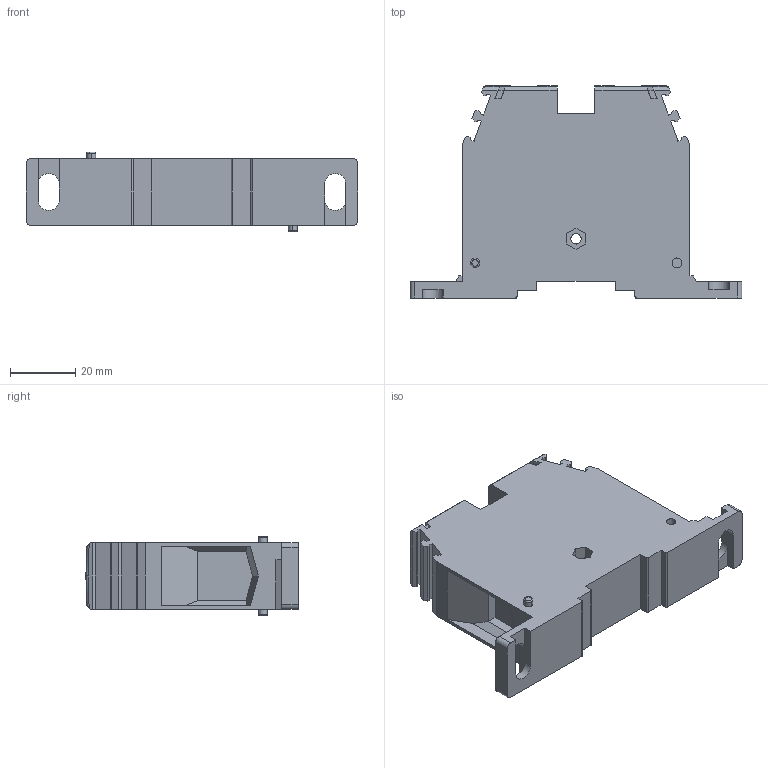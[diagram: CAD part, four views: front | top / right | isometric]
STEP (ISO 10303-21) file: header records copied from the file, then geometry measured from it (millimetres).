
FILE_DESCRIPTION((''),'2;1');
FILE_NAME('003903211_ESC-GPA_70_FIX_ASM','2022-07-14T10:26:31',('klemen.sitar'),('Audax d.o.o.'),'CREO PARAMETRIC BY PTC INC, 2021304','CREO PARAMETRIC BY PTC INC, 2021304','');
FILE_SCHEMA(('AP242_MANAGED_MODEL_BASED_3D_ENGINEERING_MIM_LF { 1 0 10303 442 1 1 4 }'));
Length unit declared in the file: millimetre
Products named in the file (3): GPA_70-FIX-63210_1; TYPE_1___FI-7_09MM; 003903211_ESC-GPA_70_FIX_ASM
Assembly tree (3 placements, depth 2):
  003903211_ESC-GPA_70_FIX_ASM
    GPA_70-FIX-63210_1
    TYPE_1___FI-7_09MM  x2
Bounding box: 102 x 65.2 x 24.5 mm (x, y, z)
Volume: 79211.8 mm3; surface area: 18291.1 mm2
Topology: 3 solids, 3 shells, 283 faces, 818 edges, 544 vertices
Faces by surface type: plane 190, cylinder 53, cone 16, bspline 12, torus 8, sphere 4
Entity records: 12645 total; most frequent: CARTESIAN_POINT 2320, ORIENTED_EDGE 1384, DIRECTION 1252, PRESENTATION_STYLE_ASSIGNMENT 898, STYLED_ITEM 898, CURVE_STYLE 699, EDGE_CURVE 692, VECTOR 512
